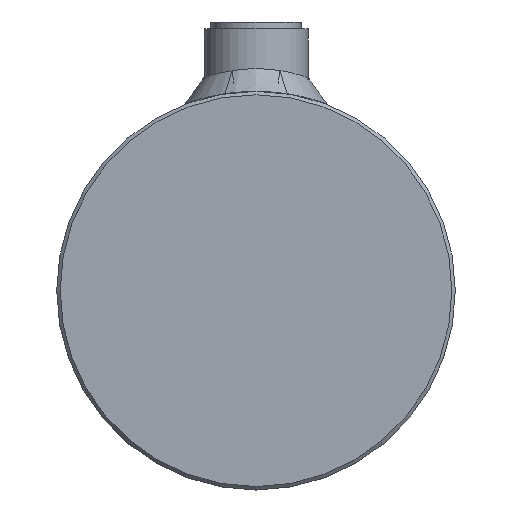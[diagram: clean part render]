
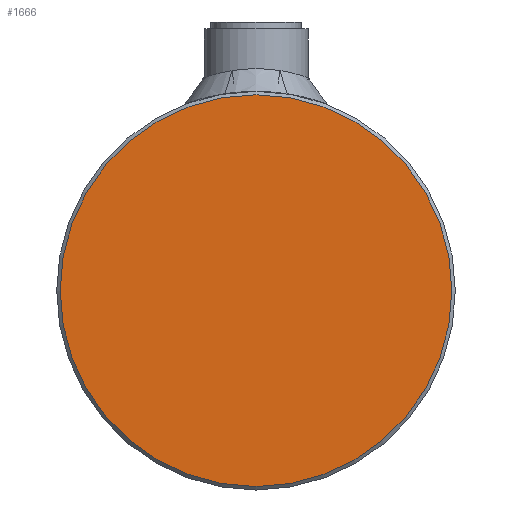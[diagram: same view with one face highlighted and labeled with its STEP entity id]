
A CAD part, left-side view. The second image highlights one B-rep face of the part: STEP entity #1666.
In plain terms, the highlighted planar face has unit normal (-1, 0, 0).
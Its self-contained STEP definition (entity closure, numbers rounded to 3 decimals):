
#1666 = ADVANCED_FACE( '', ( #4573 ), #4574, .T. );
#4573 = FACE_OUTER_BOUND( '', #5595, .T. );
#4574 = PLANE( '', #5596 );
#5595 = EDGE_LOOP( '', ( #6027 ) );
#5596 = AXIS2_PLACEMENT_3D( '', #6028, #6029, #6030 );
#6027 = ORIENTED_EDGE( '', *, *, #6681, .T. );
#6028 = CARTESIAN_POINT( '', ( -15., 0., 0. ) );
#6029 = DIRECTION( '', ( -1., 0., 0. ) );
#6030 = DIRECTION( '', ( 0., -1., 0. ) );
#6681 = EDGE_CURVE( '', #8190, #8190, #8191, .T. );
#8190 = VERTEX_POINT( '', #8680 );
#8191 = CIRCLE( '', #8681, 56.5 );
#8680 = CARTESIAN_POINT( '', ( -15., -56.5, 0. ) );
#8681 = AXIS2_PLACEMENT_3D( '', #8786, #8787, #8788 );
#8786 = CARTESIAN_POINT( '', ( -15., 0., 0. ) );
#8787 = DIRECTION( '', ( -1., 0., 0. ) );
#8788 = DIRECTION( '', ( 0., -1., 0. ) );
